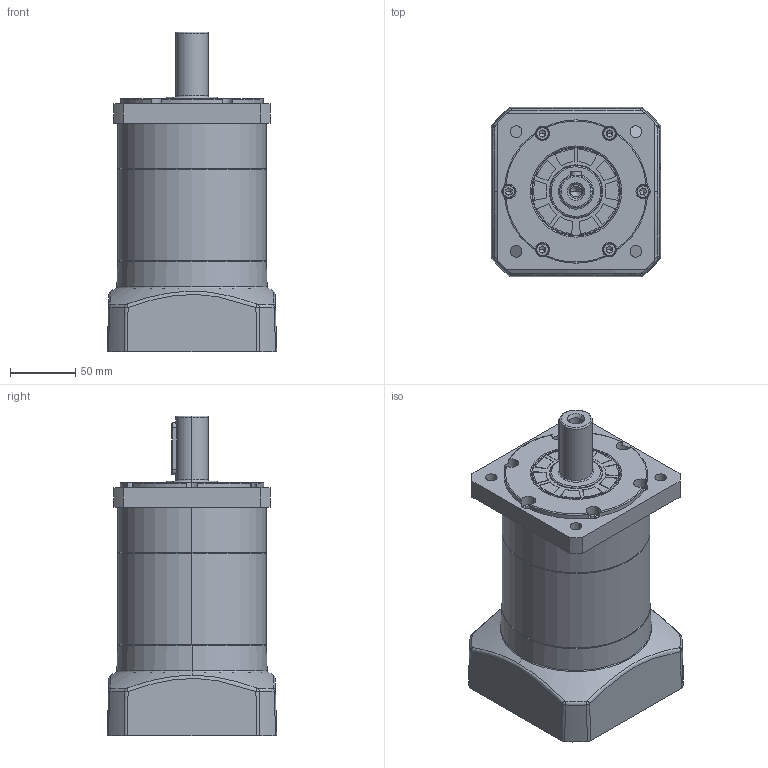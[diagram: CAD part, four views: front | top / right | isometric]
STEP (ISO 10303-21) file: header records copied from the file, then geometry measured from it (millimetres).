
FILE_DESCRIPTION (( 'STEP AP203' ), '1' );
FILE_NAME ('PGA120-L2-24-110-145-M8-59 .STEP', '2021-03-27T07:59:05', ( '' ), ( '' ), 'SwSTEP 2.0', 'SolidWorks 2018', '' );
FILE_SCHEMA (( 'CONFIG_CONTROL_DESIGN' ));
Length unit declared in the file: millimetre
Products named in the file (9): FG120嘎殤蚐猾; 120怀堤俴陎殤; PGA120-L2-24-110-145-M8-59 ; 9-PG120-110X70XM8输入法兰压铸精车; 怀堤傷褲极PGA120; PG120输入轴-24; socket head cap screw_am_B18.3.1M - 6 x 1.0 x 20 Hex SHCS -- 20NHX; FG120输出内齿圈-S108; A倰す瑩8X7X40
Assembly tree (19 placements, depth 2):
  PGA120-L2-24-110-145-M8-59 
    9-PG120-110X70XM8输入法兰压铸精车
    怀堤傷褲极PGA120
    120怀堤俴陎殤
    FG120嘎殤蚐猾
    A倰す瑩8X7X40
    socket head cap screw_am_B18.3.1M - 6 x 1.0 x 20 Hex SHCS -- 20NHX  x12
    PG120输入轴-24
    FG120输出内齿圈-S108
Bounding box: 130 x 130 x 245.5 mm (x, y, z)
Volume: 1738760.4 mm3; surface area: 250388.7 mm2
Topology: 19 solids, 19 shells, 1282 faces, 2886 edges, 1691 vertices
Faces by surface type: plane 344, bspline 261, cone 256, torus 180, cylinder 173, sphere 68
Entity records: 37779 total; most frequent: CARTESIAN_POINT 15933, ORIENTED_EDGE 4492, DIRECTION 4115, EDGE_CURVE 2246, AXIS2_PLACEMENT_3D 1851, VERTEX_POINT 1328, CIRCLE 1105, EDGE_LOOP 1064
